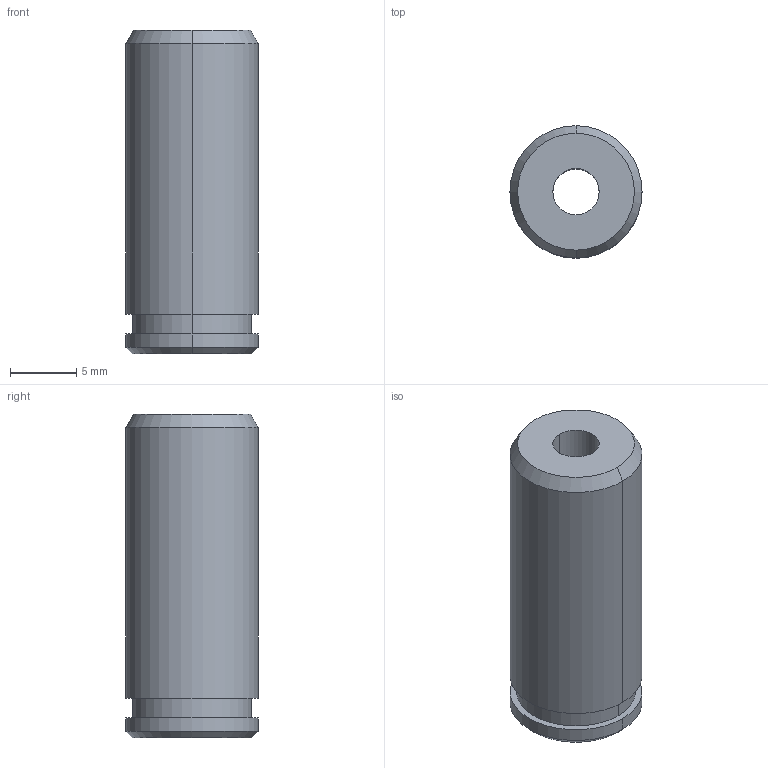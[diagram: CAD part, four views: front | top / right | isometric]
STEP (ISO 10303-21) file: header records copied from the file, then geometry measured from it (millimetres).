
FILE_DESCRIPTION(('no description'),'unknown implementation level');
FILE_NAME('D1EF588D-F935-4951-9EDD-8E3CCFFF2C74_export.stp',' ',('CIMSOURCE GmbH'),('CADClick - KiM GmbH - www.kimweb.de'),'unknown preprocess','ACIS','unknown authorization');
FILE_SCHEMA(('automotive_design'));
Length unit declared in the file: millimetre
Products named in the file (1): NONE
Bounding box: 10 x 10 x 24.5 mm (x, y, z)
Volume: 1652.7 mm3; surface area: 1176.1 mm2
Topology: 1 solids, 1 shells, 18 faces, 36 edges, 22 vertices
Faces by surface type: cylinder 8, cone 6, plane 4
Entity records: 942 total; most frequent: DIRECTION 102, CARTESIAN_POINT 80, STYLED_ITEM 76, PRESENTATION_STYLE_ASSIGNMENT 76, COLOUR_RGB 76, ORIENTED_EDGE 72, AXIS2_PLACEMENT_3D 44, EDGE_CURVE 36
